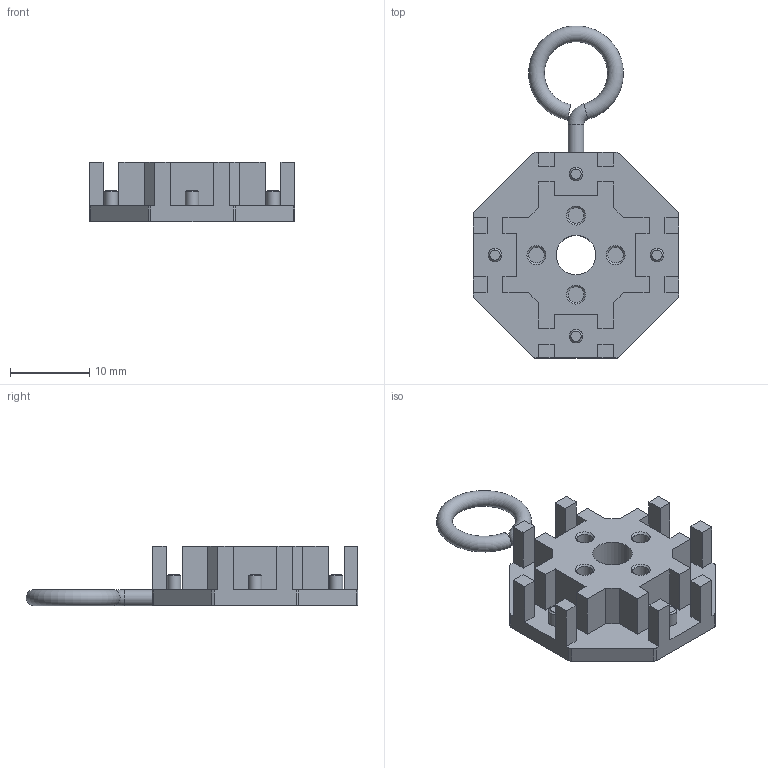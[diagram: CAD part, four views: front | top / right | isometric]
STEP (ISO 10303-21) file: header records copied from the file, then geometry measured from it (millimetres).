
FILE_DESCRIPTION (( 'STEP AP214' ), '1' );
FILE_NAME ('MSL_base_101394(01)_A.step', '2023-03-15T09:01:23', ( '' ), ( '' ), 'SwSTEP 2.0', 'SolidWorks 2021', '' );
FILE_SCHEMA (( 'AUTOMOTIVE_DESIGN' ));
Length unit declared in the file: millimetre
Products named in the file (1): MSL_base_101394(01)_A
Bounding box: 26 x 41.98 x 7.5 mm (x, y, z)
Volume: 4629.9 mm3; surface area: 5128 mm2
Topology: 2 solids, 2 shells, 245 faces, 635 edges, 420 vertices
Faces by surface type: plane 176, cylinder 43, cone 24, torus 2
Full cylindrical faces by diameter (mm): 1.7 x8, 2 x17, 5 x2
Entity records: 7037 total; most frequent: CARTESIAN_POINT 1210, DIRECTION 1168, ORIENTED_EDGE 1126, EDGE_CURVE 563, VECTOR 450, LINE 450, VERTEX_POINT 401, AXIS2_PLACEMENT_3D 359
